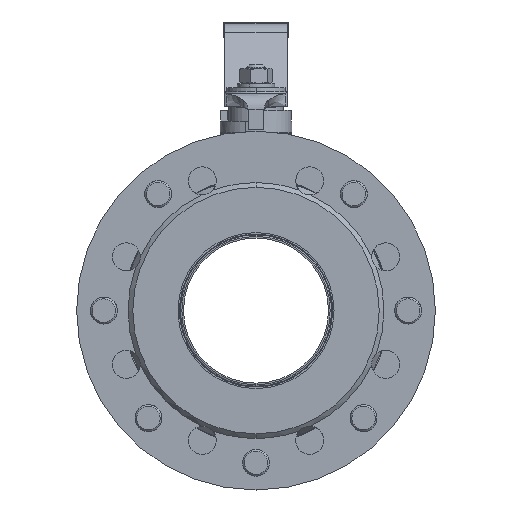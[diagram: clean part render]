
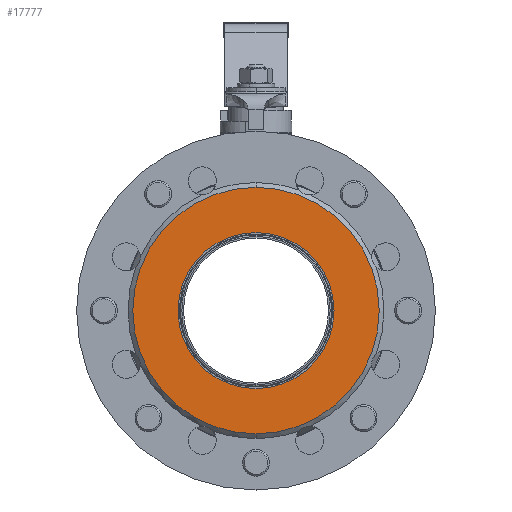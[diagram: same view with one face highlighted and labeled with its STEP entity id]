
A CAD part, left-side view. The second image highlights one B-rep face of the part: STEP entity #17777.
In plain terms, the highlighted planar face has unit normal (-1, 0, 0).
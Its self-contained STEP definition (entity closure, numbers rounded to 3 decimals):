
#3603=CARTESIAN_POINT('',(-87.5,0.,-50.0));
#3604=VERTEX_POINT('',#3603);
#3613=CARTESIAN_POINT('',(-87.5,0.,50.0));
#3614=VERTEX_POINT('',#3613);
#3615=CARTESIAN_POINT('',(-87.5,0.,0.0));
#3616=DIRECTION('',(1.0,0.0,0.0));
#3617=DIRECTION('',(0.0,0.0,-1.0));
#3618=AXIS2_PLACEMENT_3D('',#3615,#3616,#3617);
#3619=CIRCLE('',#3618,50.0);
#3620=EDGE_CURVE('',#3614,#3604,#3619,.T.);
#3771=CARTESIAN_POINT('',(-87.5,0.,-79.0));
#3772=VERTEX_POINT('',#3771);
#3781=CARTESIAN_POINT('',(-87.5,0.,79.0));
#3782=VERTEX_POINT('',#3781);
#3783=CARTESIAN_POINT('',(-87.5,0.,0.0));
#3784=DIRECTION('',(1.0,0.0,0.0));
#3785=DIRECTION('',(0.0,0.0,-1.0));
#3786=AXIS2_PLACEMENT_3D('',#3783,#3784,#3785);
#3787=CIRCLE('',#3786,79.0);
#3788=EDGE_CURVE('',#3772,#3782,#3787,.T.);
#17566=CARTESIAN_POINT('',(-87.5,0.,0.0));
#17567=DIRECTION('',(1.0,0.0,0.0));
#17568=DIRECTION('',(0.0,0.0,-1.0));
#17569=AXIS2_PLACEMENT_3D('',#17566,#17567,#17568);
#17570=CIRCLE('',#17569,79.0);
#17571=EDGE_CURVE('',#3782,#3772,#17570,.T.);
#17754=CARTESIAN_POINT('',(-87.5,0.,0.0));
#17755=DIRECTION('',(1.0,0.0,0.0));
#17756=DIRECTION('',(0.0,0.0,-1.0));
#17757=AXIS2_PLACEMENT_3D('',#17754,#17755,#17756);
#17758=CIRCLE('',#17757,50.0);
#17759=EDGE_CURVE('',#3604,#3614,#17758,.T.);
#17764=CARTESIAN_POINT('',(-87.5,0.,-64.5));
#17765=DIRECTION('',(-1.0,0.0,0.0));
#17766=DIRECTION('',(0.0,1.0,0.0));
#17767=AXIS2_PLACEMENT_3D('',#17764,#17765,#17766);
#17768=PLANE('',#17767);
#17769=ORIENTED_EDGE('',*,*,#3788,.F.);
#17770=ORIENTED_EDGE('',*,*,#17571,.F.);
#17771=EDGE_LOOP('',(#17769,#17770));
#17772=FACE_OUTER_BOUND('',#17771,.T.);
#17773=ORIENTED_EDGE('',*,*,#17759,.T.);
#17774=ORIENTED_EDGE('',*,*,#3620,.T.);
#17775=EDGE_LOOP('',(#17773,#17774));
#17776=FACE_BOUND('',#17775,.T.);
#17777=ADVANCED_FACE('',(#17772,#17776),#17768,.T.);
